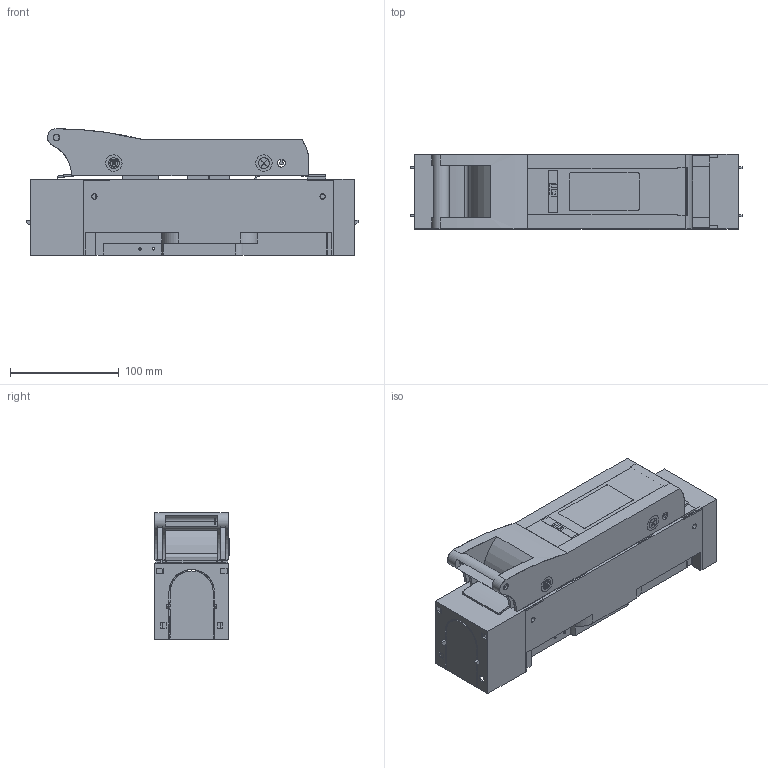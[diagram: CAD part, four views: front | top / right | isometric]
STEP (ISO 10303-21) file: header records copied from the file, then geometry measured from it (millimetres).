
FILE_DESCRIPTION((''),'2;1');
FILE_NAME('KVL-1_1P_M10-M10_ASM','2020-02-06T',('marketing.praksa'),('Audax d.o.o.'),'CREO PARAMETRIC BY PTC INC, 2017480','CREO PARAMETRIC BY PTC INC, 2017480','');
FILE_SCHEMA(('AUTOMOTIVE_DESIGN { 1 0 10303 214 1 1 1 1 }'));
Products named in the file (1277): OPEN_CASCADE_STEP_TRANSLAT-5121; OPEN_CASCADE_STEP_TRANSLAT-5214; OPEN_CASCADE_STEP_TRANSLAT-5307; OPEN_CASCADE_STEP_TRANSLAT-5400; OPEN_CASCADE_STEP_TRANSLAT-5493; OPEN_CASCADE_STEP_TRANSLAT-5586; OPEN_CASCADE_STEP_TRANSLAT-5679; OPEN_CASCADE_STEP_TRANSLAT-5788; OPEN_CASCADE_STEP_TRANSLAT-5881; OPEN_CASCADE_STEP_TRANSLAT-6070; OPEN_CASCADE_STEP_TRANSLAT-6163; OPEN_CASCADE_STEP_TRANSLAT-6306; OPEN_CASCADE_STEP_TRANSLAT-6399; OPEN_CASCADE_STEP_TRANSLAT-6508; OPEN_CASCADE_STEP_TRANSLAT-6601; OPEN_CASCADE_STEP_TRANSLAT-6694; OPEN_CASCADE_STEP_TRANSLAT-6787; OPEN_CASCADE_STEP_TRANSLAT-6880; OPEN_CASCADE_STEP_TRANSLAT-6973; OPEN_CASCADE_STEP_TRANSLAT-7066; OPEN_CASCADE_STEP_TRANSLAT-7175; OPEN_CASCADE_STEP_TRANSLAT-7268; OPEN_CASCADE_STEP_TRANSLAT-7377; OPEN_CASCADE_STEP_TRANSLAT-7486; OPEN_CASCADE_STEP_TRANSLAT-7601; OPEN_CASCADE_STEP_TRANSLAT-7696; OPEN_CASCADE_STEP_TRANSLAT-7789; OPEN_CASCADE_STEP_TRANSLAT-7882; OPEN_CASCADE_STEP_TRANSLAT-7975; OPEN_CASCADE_STEP_TRANSLAT-8068; OPEN_CASCADE_STEP_TRANSLAT-8161; OPEN_CASCADE_STEP_TRANSLAT-8270; OPEN_CASCADE_STEP_TRANSLAT-8363; OPEN_CASCADE_STEP_TRANSLAT-8508; OPEN_CASCADE_STEP_TRANSLAT-8653; OPEN_CASCADE_STEP_TRANSLAT-8798; OPEN_CASCADE_STEP_TRANSLAT-8893; OPEN_CASCADE_STEP_TRANSLAT-9008; OPEN_CASCADE_STEP_TRANSLAT-9123; OPEN_CASCADE_STEP_TRANSLAT-9238 ...
Assembly tree (1276 placements, depth 3):
  KVL-1_1P_M10-M10_ASM
    OPEN_CASCADE_STEP_TRANSLATOR-10_ASM
      OPEN_CASCADE_STEP_TRANSLAT-5121
      OPEN_CASCADE_STEP_TRANSLAT-5214
      OPEN_CASCADE_STEP_TRANSLAT-5307
      OPEN_CASCADE_STEP_TRANSLAT-5400
      OPEN_CASCADE_STEP_TRANSLAT-5493
      OPEN_CASCADE_STEP_TRANSLAT-5586
      OPEN_CASCADE_STEP_TRANSLAT-5679
      OPEN_CASCADE_STEP_TRANSLAT-5788
      OPEN_CASCADE_STEP_TRANSLAT-5881
      OPEN_CASCADE_STEP_TRANSLAT-6070
      OPEN_CASCADE_STEP_TRANSLAT-6163
      OPEN_CASCADE_STEP_TRANSLAT-6306
      OPEN_CASCADE_STEP_TRANSLAT-6399
      OPEN_CASCADE_STEP_TRANSLAT-6508
      OPEN_CASCADE_STEP_TRANSLAT-6601
      OPEN_CASCADE_STEP_TRANSLAT-6694
      OPEN_CASCADE_STEP_TRANSLAT-6787
      OPEN_CASCADE_STEP_TRANSLAT-6880
      OPEN_CASCADE_STEP_TRANSLAT-6973
      OPEN_CASCADE_STEP_TRANSLAT-7066
      OPEN_CASCADE_STEP_TRANSLAT-7175
      OPEN_CASCADE_STEP_TRANSLAT-7268
      OPEN_CASCADE_STEP_TRANSLAT-7377
      OPEN_CASCADE_STEP_TRANSLAT-7486
      OPEN_CASCADE_STEP_TRANSLAT-7601
      OPEN_CASCADE_STEP_TRANSLAT-7696
      OPEN_CASCADE_STEP_TRANSLAT-7789
      OPEN_CASCADE_STEP_TRANSLAT-7882
      OPEN_CASCADE_STEP_TRANSLAT-7975
      OPEN_CASCADE_STEP_TRANSLAT-8068
      OPEN_CASCADE_STEP_TRANSLAT-8161
      OPEN_CASCADE_STEP_TRANSLAT-8270
      OPEN_CASCADE_STEP_TRANSLAT-8363
      OPEN_CASCADE_STEP_TRANSLAT-8508
      OPEN_CASCADE_STEP_TRANSLAT-8653
      OPEN_CASCADE_STEP_TRANSLAT-8798
      OPEN_CASCADE_STEP_TRANSLAT-8893
      OPEN_CASCADE_STEP_TRANSLAT-9008
      OPEN_CASCADE_STEP_TRANSLAT-9123
      OPEN_CASCADE_STEP_TRANSLAT-9238
      OPEN_CASCADE_STEP_TRANSLAT-9333
      OPEN_CASCADE_STEP_TRANSLAT-9448
      OPEN_CASCADE_STEP_TRANSLAT-9563
      OPEN_CASCADE_STEP_TRANSLAT-9678
      OPEN_CASCADE_STEP_TRANSLAT-9773
      OPEN_CASCADE_STEP_TRANSLAT-9888
      OPEN_CASCADE_STEP_TRANSLA-10033
      OPEN_CASCADE_STEP_TRANSLA-10095
      OPEN_CASCADE_STEP_TRANSLA-10190
      OPEN_CASCADE_STEP_TRANSLA-10283
      OPEN_CASCADE_STEP_TRANSLA-10378
      OPEN_CASCADE_STEP_TRANSLA-10473
      OPEN_CASCADE_STEP_TRANSLA-10568
      OPEN_CASCADE_STEP_TRANSLA-10661
      OPEN_CASCADE_STEP_TRANSLA-10754
      OPEN_CASCADE_STEP_TRANSLA-10817
      OPEN_CASCADE_STEP_TRANSLA-10910
      OPEN_CASCADE_STEP_TRANSLA-11003
Bounding box: 305.35 x 69.11 x 116.3 mm (x, y, z)
Volume: 410.2 mm3; surface area: 338232.1 mm2
Topology: 4 solids, 1275 shells, 1331 faces, 6962 edges, 6898 vertices
Faces by surface type: plane 1008, cylinder 221, cone 74, torus 16, sphere 8, bspline 4
Entity records: 171616 total; most frequent: CARTESIAN_POINT 26429, DIRECTION 17176, PRESENTATION_STYLE_ASSIGNMENT 9541, STYLED_ITEM 9541, ORIENTED_EDGE 7106, CURVE_STYLE 6950, EDGE_CURVE 6950, VERTEX_POINT 6898
